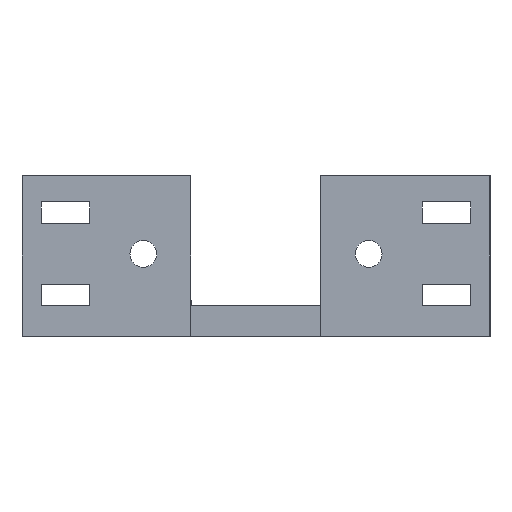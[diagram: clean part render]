
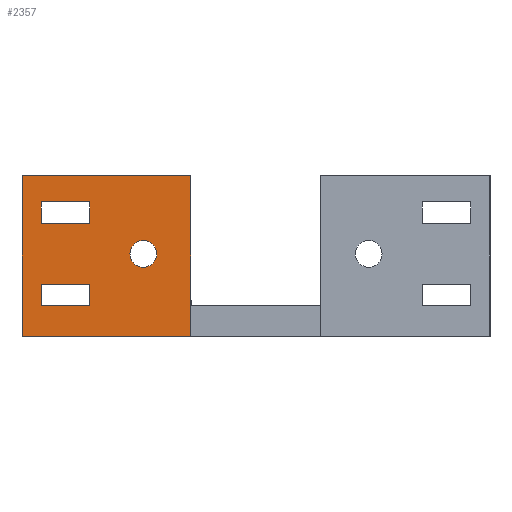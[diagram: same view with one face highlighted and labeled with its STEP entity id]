
A CAD part, left-side view. The second image highlights one B-rep face of the part: STEP entity #2357.
In plain terms, the highlighted planar face has unit normal (-1, 0, 0).
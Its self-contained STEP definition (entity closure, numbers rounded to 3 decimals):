
#60=FACE_BOUND('',#295,.T.);
#61=FACE_BOUND('',#296,.T.);
#62=FACE_BOUND('',#297,.T.);
#118=CIRCLE('',#2509,1.55);
#155=FACE_OUTER_BOUND('',#294,.T.);
#294=EDGE_LOOP('',(#1714,#1715,#1716,#1717));
#295=EDGE_LOOP('',(#1718));
#296=EDGE_LOOP('',(#1719,#1720,#1721,#1722));
#297=EDGE_LOOP('',(#1723,#1724,#1725,#1726));
#469=LINE('',#3325,#761);
#506=LINE('',#3421,#798);
#521=LINE('',#3470,#813);
#522=LINE('',#3472,#814);
#523=LINE('',#3473,#815);
#524=LINE('',#3477,#816);
#525=LINE('',#3479,#817);
#526=LINE('',#3480,#818);
#527=LINE('',#3483,#819);
#528=LINE('',#3485,#820);
#529=LINE('',#3487,#821);
#530=LINE('',#3488,#822);
#761=VECTOR('',#2679,10.);
#798=VECTOR('',#2758,10.);
#813=VECTOR('',#2795,10.);
#814=VECTOR('',#2796,10.);
#815=VECTOR('',#2797,10.);
#816=VECTOR('',#2800,10.);
#817=VECTOR('',#2801,10.);
#818=VECTOR('',#2802,10.);
#819=VECTOR('',#2803,10.);
#820=VECTOR('',#2804,10.);
#821=VECTOR('',#2805,10.);
#822=VECTOR('',#2806,10.);
#1052=VERTEX_POINT('',#3322);
#1053=VERTEX_POINT('',#3324);
#1090=VERTEX_POINT('',#3418);
#1091=VERTEX_POINT('',#3420);
#1114=VERTEX_POINT('',#3469);
#1115=VERTEX_POINT('',#3471);
#1116=VERTEX_POINT('',#3474);
#1117=VERTEX_POINT('',#3476);
#1118=VERTEX_POINT('',#3478);
#1119=VERTEX_POINT('',#3481);
#1120=VERTEX_POINT('',#3482);
#1121=VERTEX_POINT('',#3484);
#1122=VERTEX_POINT('',#3486);
#1277=EDGE_CURVE('',#1053,#1052,#469,.T.);
#1325=EDGE_CURVE('',#1090,#1091,#506,.T.);
#1350=EDGE_CURVE('',#1090,#1114,#521,.T.);
#1351=EDGE_CURVE('',#1114,#1115,#522,.T.);
#1352=EDGE_CURVE('',#1115,#1091,#523,.T.);
#1353=EDGE_CURVE('',#1116,#1116,#118,.T.);
#1354=EDGE_CURVE('',#1052,#1117,#524,.T.);
#1355=EDGE_CURVE('',#1118,#1117,#525,.T.);
#1356=EDGE_CURVE('',#1118,#1053,#526,.T.);
#1357=EDGE_CURVE('',#1119,#1120,#527,.T.);
#1358=EDGE_CURVE('',#1120,#1121,#528,.T.);
#1359=EDGE_CURVE('',#1121,#1122,#529,.T.);
#1360=EDGE_CURVE('',#1122,#1119,#530,.T.);
#1714=ORIENTED_EDGE('',*,*,#1350,.T.);
#1715=ORIENTED_EDGE('',*,*,#1351,.T.);
#1716=ORIENTED_EDGE('',*,*,#1352,.T.);
#1717=ORIENTED_EDGE('',*,*,#1325,.F.);
#1718=ORIENTED_EDGE('',*,*,#1353,.T.);
#1719=ORIENTED_EDGE('',*,*,#1354,.T.);
#1720=ORIENTED_EDGE('',*,*,#1355,.F.);
#1721=ORIENTED_EDGE('',*,*,#1356,.T.);
#1722=ORIENTED_EDGE('',*,*,#1277,.T.);
#1723=ORIENTED_EDGE('',*,*,#1357,.T.);
#1724=ORIENTED_EDGE('',*,*,#1358,.T.);
#1725=ORIENTED_EDGE('',*,*,#1359,.T.);
#1726=ORIENTED_EDGE('',*,*,#1360,.T.);
#2263=PLANE('',#2508);
#2357=ADVANCED_FACE('',(#155,#60,#61,#62),#2263,.T.);
#2508=AXIS2_PLACEMENT_3D('',#3468,#2793,#2794);
#2509=AXIS2_PLACEMENT_3D('',#3475,#2798,#2799);
#2679=DIRECTION('',(0.,1.,0.));
#2758=DIRECTION('',(0.,1.,0.));
#2793=DIRECTION('center_axis',(-1.,0.,0.));
#2794=DIRECTION('ref_axis',(0.,1.,0.));
#2795=DIRECTION('',(0.,0.,1.));
#2796=DIRECTION('',(0.,1.,0.));
#2797=DIRECTION('',(0.,0.,-1.));
#2798=DIRECTION('center_axis',(1.,0.,0.));
#2799=DIRECTION('ref_axis',(0.,1.,0.));
#2800=DIRECTION('',(0.,0.,1.));
#2801=DIRECTION('',(0.,1.,0.));
#2802=DIRECTION('',(0.,0.,-1.));
#2803=DIRECTION('',(0.,0.,1.));
#2804=DIRECTION('',(0.,-1.,0.));
#2805=DIRECTION('',(0.,0.,-1.));
#2806=DIRECTION('',(0.,1.,0.));
#3322=CARTESIAN_POINT('',(-47.,24.8,3.5));
#3324=CARTESIAN_POINT('',(-47.,19.2,3.5));
#3325=CARTESIAN_POINT('',(-47.,-2.5,3.5));
#3418=CARTESIAN_POINT('',(-47.,7.5,0.));
#3420=CARTESIAN_POINT('',(-47.,27.,0.));
#3421=CARTESIAN_POINT('',(-47.,-27.,0.));
#3468=CARTESIAN_POINT('Origin',(-47.,-27.,18.5));
#3469=CARTESIAN_POINT('',(-47.,7.5,18.5));
#3470=CARTESIAN_POINT('',(-47.,7.5,18.5));
#3471=CARTESIAN_POINT('',(-47.,27.,18.5));
#3472=CARTESIAN_POINT('',(-47.,-27.,18.5));
#3473=CARTESIAN_POINT('',(-47.,27.,18.5));
#3474=CARTESIAN_POINT('',(-47.,11.45,9.5));
#3475=CARTESIAN_POINT('Origin',(-47.,13.,9.5));
#3476=CARTESIAN_POINT('',(-47.,24.8,6.));
#3477=CARTESIAN_POINT('',(-47.,24.8,11.25));
#3478=CARTESIAN_POINT('',(-47.,19.2,6.));
#3479=CARTESIAN_POINT('',(-47.,-2.5,6.));
#3480=CARTESIAN_POINT('',(-47.,19.2,11.25));
#3481=CARTESIAN_POINT('',(-47.,24.8,13.));
#3482=CARTESIAN_POINT('',(-47.,24.8,15.5));
#3483=CARTESIAN_POINT('',(-47.,24.8,17.));
#3484=CARTESIAN_POINT('',(-47.,19.2,15.5));
#3485=CARTESIAN_POINT('',(-47.,-2.5,15.5));
#3486=CARTESIAN_POINT('',(-47.,19.2,13.));
#3487=CARTESIAN_POINT('',(-47.,19.2,17.));
#3488=CARTESIAN_POINT('',(-47.,-2.5,13.));
